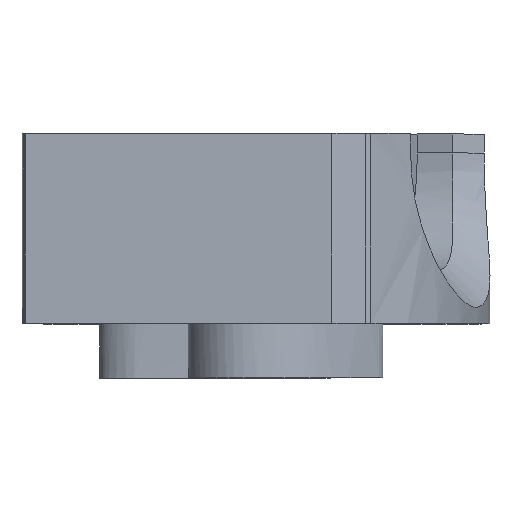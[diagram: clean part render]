
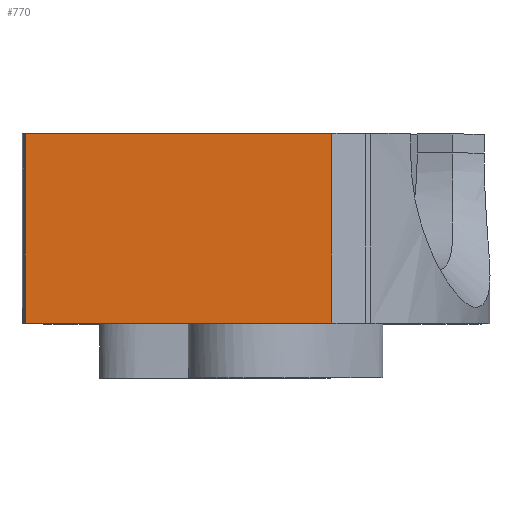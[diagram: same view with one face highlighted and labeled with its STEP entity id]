
A CAD part, top view. The second image highlights one B-rep face of the part: STEP entity #770.
In plain terms, the highlighted planar face has unit normal (0, 0, 1).
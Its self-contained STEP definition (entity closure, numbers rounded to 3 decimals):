
#60=PLANE('',#814);
#102=FACE_OUTER_BOUND('',#145,.T.);
#145=EDGE_LOOP('',(#715,#716,#717,#718));
#146=LINE('',#983,#221);
#152=LINE('',#1098,#227);
#217=LINE('',#2729,#292);
#220=LINE('',#2734,#295);
#221=VECTOR('',#817,10.);
#227=VECTOR('',#825,10.);
#292=VECTOR('',#942,10.);
#295=VECTOR('',#949,10.);
#318=VERTEX_POINT('',#971);
#320=VERTEX_POINT('',#982);
#326=VERTEX_POINT('',#1094);
#327=VERTEX_POINT('',#1096);
#390=EDGE_CURVE('',#318,#320,#146,.T.);
#399=EDGE_CURVE('',#326,#327,#152,.T.);
#495=EDGE_CURVE('',#320,#327,#217,.T.);
#498=EDGE_CURVE('',#318,#326,#220,.T.);
#715=ORIENTED_EDGE('',*,*,#495,.F.);
#716=ORIENTED_EDGE('',*,*,#390,.F.);
#717=ORIENTED_EDGE('',*,*,#498,.T.);
#718=ORIENTED_EDGE('',*,*,#399,.T.);
#770=ADVANCED_FACE('',(#102),#60,.F.);
#814=AXIS2_PLACEMENT_3D('',#2735,#950,#951);
#817=DIRECTION('',(0.,-1.,0.));
#825=DIRECTION('',(0.,-1.,0.));
#942=DIRECTION('',(-1.,0.,0.));
#949=DIRECTION('',(-1.,0.,0.));
#950=DIRECTION('center_axis',(0.,0.,-1.));
#951=DIRECTION('ref_axis',(-1.,0.,0.));
#971=CARTESIAN_POINT('',(0.727,7.,10.908));
#982=CARTESIAN_POINT('',(0.727,0.,10.908));
#983=CARTESIAN_POINT('',(0.727,7.,10.908));
#1094=CARTESIAN_POINT('',(-10.566,7.,10.908));
#1096=CARTESIAN_POINT('',(-10.566,0.,10.908));
#1098=CARTESIAN_POINT('',(-10.566,7.,10.908));
#2729=CARTESIAN_POINT('',(0.727,0.,10.908));
#2734=CARTESIAN_POINT('',(0.727,7.,10.908));
#2735=CARTESIAN_POINT('Origin',(0.727,0.,10.908));
